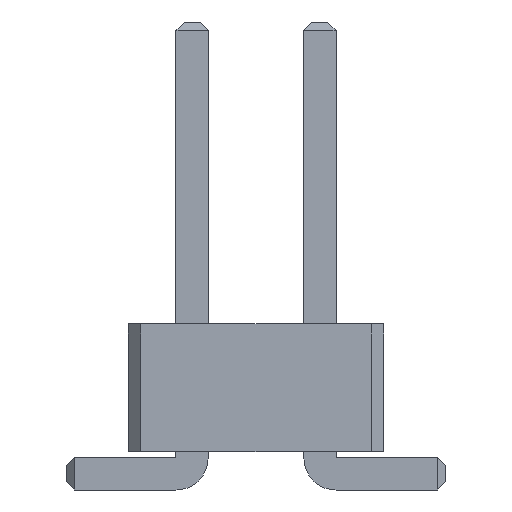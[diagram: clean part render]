
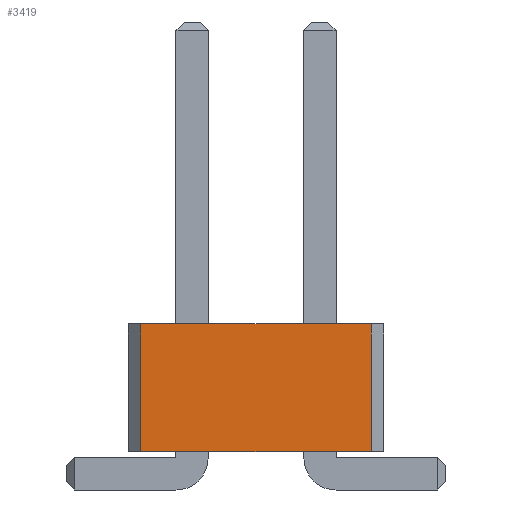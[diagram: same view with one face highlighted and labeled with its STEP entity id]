
A CAD part, front view. The second image highlights one B-rep face of the part: STEP entity #3419.
In plain terms, the highlighted planar face has unit normal (0, -1, 0).
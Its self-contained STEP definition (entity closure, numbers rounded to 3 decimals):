
#3419 = ADVANCED_FACE('',(#3420),#3434,.F.);
#3420 = FACE_BOUND('',#3421,.F.);
#3421 = EDGE_LOOP('',(#3422,#3445,#3461,#3477));
#3422 = ORIENTED_EDGE('',*,*,#3423,.T.);
#3423 = EDGE_CURVE('',#3424,#3426,#3428,.T.);
#3424 = VERTEX_POINT('',#3425);
#3425 = CARTESIAN_POINT('',(-2.286,-6.35,0.76));
#3426 = VERTEX_POINT('',#3427);
#3427 = CARTESIAN_POINT('',(-2.286,-6.35,3.3));
#3428 = SURFACE_CURVE('',#3429,(#3433),.PCURVE_S1.);
#3429 = LINE('',#3430,#3431);
#3430 = CARTESIAN_POINT('',(-2.286,-6.35,0.76));
#3431 = VECTOR('',#3432,1.);
#3432 = DIRECTION('',(0.,0.,1.));
#3433 = PCURVE('',#3434,#3439);
#3434 = PLANE('',#3435);
#3435 = AXIS2_PLACEMENT_3D('',#3436,#3437,#3438);
#3436 = CARTESIAN_POINT('',(-2.286,-6.35,0.76));
#3437 = DIRECTION('',(0.,1.,0.));
#3438 = DIRECTION('',(1.,0.,0.));
#3439 = DEFINITIONAL_REPRESENTATION('',(#3440),#3444);
#3440 = LINE('',#3441,#3442);
#3441 = CARTESIAN_POINT('',(0.,0.));
#3442 = VECTOR('',#3443,1.);
#3443 = DIRECTION('',(0.,-1.));
#3444 = ( GEOMETRIC_REPRESENTATION_CONTEXT(2) 
PARAMETRIC_REPRESENTATION_CONTEXT() REPRESENTATION_CONTEXT('2D SPACE',''
  ) );
#3445 = ORIENTED_EDGE('',*,*,#3446,.T.);
#3446 = EDGE_CURVE('',#3426,#3447,#3449,.T.);
#3447 = VERTEX_POINT('',#3448);
#3448 = CARTESIAN_POINT('',(2.286,-6.35,3.3));
#3449 = SURFACE_CURVE('',#3450,(#3454),.PCURVE_S1.);
#3450 = LINE('',#3451,#3452);
#3451 = CARTESIAN_POINT('',(-2.286,-6.35,3.3));
#3452 = VECTOR('',#3453,1.);
#3453 = DIRECTION('',(1.,0.,0.));
#3454 = PCURVE('',#3434,#3455);
#3455 = DEFINITIONAL_REPRESENTATION('',(#3456),#3460);
#3456 = LINE('',#3457,#3458);
#3457 = CARTESIAN_POINT('',(0.,-2.54));
#3458 = VECTOR('',#3459,1.);
#3459 = DIRECTION('',(1.,0.));
#3460 = ( GEOMETRIC_REPRESENTATION_CONTEXT(2) 
PARAMETRIC_REPRESENTATION_CONTEXT() REPRESENTATION_CONTEXT('2D SPACE',''
  ) );
#3461 = ORIENTED_EDGE('',*,*,#3462,.F.);
#3462 = EDGE_CURVE('',#3463,#3447,#3465,.T.);
#3463 = VERTEX_POINT('',#3464);
#3464 = CARTESIAN_POINT('',(2.286,-6.35,0.76));
#3465 = SURFACE_CURVE('',#3466,(#3470),.PCURVE_S1.);
#3466 = LINE('',#3467,#3468);
#3467 = CARTESIAN_POINT('',(2.286,-6.35,0.76));
#3468 = VECTOR('',#3469,1.);
#3469 = DIRECTION('',(0.,0.,1.));
#3470 = PCURVE('',#3434,#3471);
#3471 = DEFINITIONAL_REPRESENTATION('',(#3472),#3476);
#3472 = LINE('',#3473,#3474);
#3473 = CARTESIAN_POINT('',(4.572,0.));
#3474 = VECTOR('',#3475,1.);
#3475 = DIRECTION('',(0.,-1.));
#3476 = ( GEOMETRIC_REPRESENTATION_CONTEXT(2) 
PARAMETRIC_REPRESENTATION_CONTEXT() REPRESENTATION_CONTEXT('2D SPACE',''
  ) );
#3477 = ORIENTED_EDGE('',*,*,#3478,.F.);
#3478 = EDGE_CURVE('',#3424,#3463,#3479,.T.);
#3479 = SURFACE_CURVE('',#3480,(#3484),.PCURVE_S1.);
#3480 = LINE('',#3481,#3482);
#3481 = CARTESIAN_POINT('',(-2.286,-6.35,0.76));
#3482 = VECTOR('',#3483,1.);
#3483 = DIRECTION('',(1.,0.,0.));
#3484 = PCURVE('',#3434,#3485);
#3485 = DEFINITIONAL_REPRESENTATION('',(#3486),#3490);
#3486 = LINE('',#3487,#3488);
#3487 = CARTESIAN_POINT('',(0.,0.));
#3488 = VECTOR('',#3489,1.);
#3489 = DIRECTION('',(1.,0.));
#3490 = ( GEOMETRIC_REPRESENTATION_CONTEXT(2) 
PARAMETRIC_REPRESENTATION_CONTEXT() REPRESENTATION_CONTEXT('2D SPACE',''
  ) );
